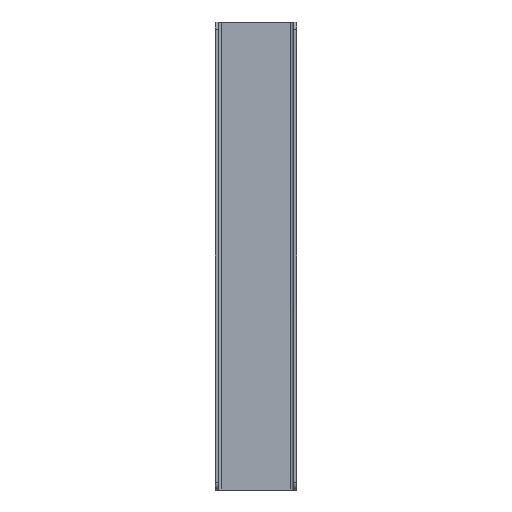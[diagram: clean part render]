
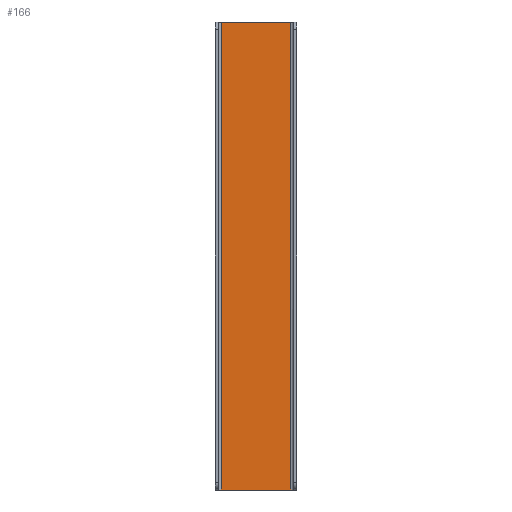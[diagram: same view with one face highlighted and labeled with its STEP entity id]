
A CAD part, front view. The second image highlights one B-rep face of the part: STEP entity #166.
In plain terms, the highlighted free-form (B-spline) face has degree [1, 1] with [2, 2] control points.
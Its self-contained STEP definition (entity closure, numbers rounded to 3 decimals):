
#45 = CARTESIAN_POINT ( 'NONE',  ( 10., 110., 0. ) ) ;
#57 = CARTESIAN_POINT ( 'NONE',  ( 10., 110., 746. ) ) ;
#63 = B_SPLINE_CURVE_WITH_KNOTS ( 'NONE', 1,
 ( #144, #419 ),
 .UNSPECIFIED., .F., .F.,
 ( 2, 2 ),
 ( 0., 1. ),
 .UNSPECIFIED. ) ;
#66 = CARTESIAN_POINT ( 'NONE',  ( 120., 110., 746. ) ) ;
#118 = CARTESIAN_POINT ( 'NONE',  ( 10., 110., 746. ) ) ;
#119 = B_SPLINE_CURVE_WITH_KNOTS ( 'NONE', 1,
 ( #531, #581 ),
 .UNSPECIFIED., .F., .F.,
 ( 2, 2 ),
 ( 0., 1. ),
 .UNSPECIFIED. ) ;
#144 = CARTESIAN_POINT ( 'NONE',  ( 120., 110., 0. ) ) ;
#166 = ADVANCED_FACE ( 'NONE', ( #706 ), #562, .T. ) ;
#189 = CARTESIAN_POINT ( 'NONE',  ( 120., 110., 746. ) ) ;
#227 = VERTEX_POINT ( 'NONE', #520 ) ;
#231 = EDGE_CURVE ( 'NONE', #553, #861, #119, .T. ) ;
#285 = CARTESIAN_POINT ( 'NONE',  ( 120., 110., 0. ) ) ;
#333 = B_SPLINE_CURVE_WITH_KNOTS ( 'NONE', 1,
 ( #118, #189 ),
 .UNSPECIFIED., .F., .F.,
 ( 2, 2 ),
 ( 0., 1. ),
 .UNSPECIFIED. ) ;
#365 = ORIENTED_EDGE ( 'NONE', *, *, #489, .T. ) ;
#397 = EDGE_CURVE ( 'NONE', #553, #227, #580, .T. ) ;
#419 = CARTESIAN_POINT ( 'NONE',  ( 120., 110., 746. ) ) ;
#429 = EDGE_LOOP ( 'NONE', ( #457, #511, #638, #365 ) ) ;
#457 = ORIENTED_EDGE ( 'NONE', *, *, #719, .F. ) ;
#489 = EDGE_CURVE ( 'NONE', #861, #514, #63, .T. ) ;
#511 = ORIENTED_EDGE ( 'NONE', *, *, #397, .F. ) ;
#514 = VERTEX_POINT ( 'NONE', #557 ) ;
#520 = CARTESIAN_POINT ( 'NONE',  ( 10., 110., 746. ) ) ;
#531 = CARTESIAN_POINT ( 'NONE',  ( 10., 110., 0. ) ) ;
#553 = VERTEX_POINT ( 'NONE', #844 ) ;
#557 = CARTESIAN_POINT ( 'NONE',  ( 120., 110., 746. ) ) ;
#562 = B_SPLINE_SURFACE_WITH_KNOTS ( 'NONE', 1, 1, ( 
 ( #57, #66 ),
 ( #772, #285 ) ),
 .UNSPECIFIED., .F., .F., .F.,
 ( 2, 2 ),
 ( 2, 2 ),
 ( 0., 1. ),
 ( 0., 1. ),
 .UNSPECIFIED. ) ;
#580 = B_SPLINE_CURVE_WITH_KNOTS ( 'NONE', 1,
 ( #45, #607 ),
 .UNSPECIFIED., .F., .F.,
 ( 2, 2 ),
 ( -1., 0. ),
 .UNSPECIFIED. ) ;
#581 = CARTESIAN_POINT ( 'NONE',  ( 120., 110., 0. ) ) ;
#607 = CARTESIAN_POINT ( 'NONE',  ( 10., 110., 746. ) ) ;
#638 = ORIENTED_EDGE ( 'NONE', *, *, #231, .T. ) ;
#706 = FACE_OUTER_BOUND ( 'NONE', #429, .T. ) ;
#719 = EDGE_CURVE ( 'NONE', #227, #514, #333, .T. ) ;
#772 = CARTESIAN_POINT ( 'NONE',  ( 10., 110., 0. ) ) ;
#844 = CARTESIAN_POINT ( 'NONE',  ( 10., 110., 0. ) ) ;
#861 = VERTEX_POINT ( 'NONE', #897 ) ;
#897 = CARTESIAN_POINT ( 'NONE',  ( 120., 110., 0. ) ) ;
